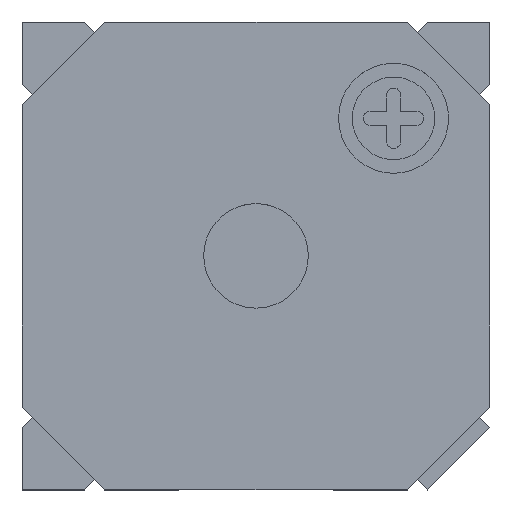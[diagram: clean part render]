
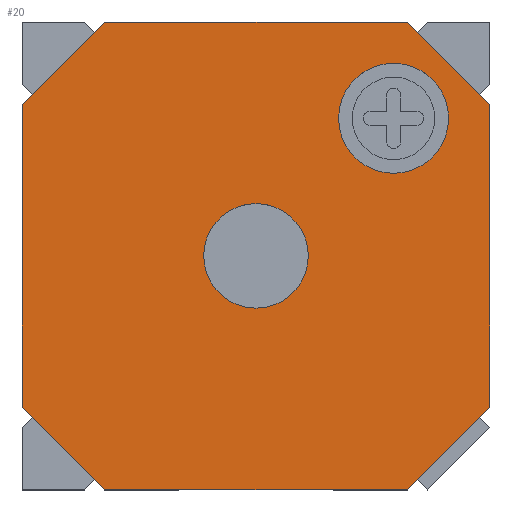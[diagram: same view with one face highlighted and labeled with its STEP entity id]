
A CAD part, top view. The second image highlights one B-rep face of the part: STEP entity #20.
In plain terms, the highlighted planar face has unit normal (0, 0, 1).
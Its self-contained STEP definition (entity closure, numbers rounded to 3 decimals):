
#20 = ADVANCED_FACE ( 'NONE', ( #9095, #255, #9288 ), #11262, .F. ) ;
#136 = VERTEX_POINT ( 'NONE', #5542 ) ;
#255 = FACE_BOUND ( 'NONE', #10804, .T. ) ;
#337 = VERTEX_POINT ( 'NONE', #1398 ) ;
#350 = ORIENTED_EDGE ( 'NONE', *, *, #11575, .F. ) ;
#379 = DIRECTION ( 'NONE',  ( 0.707, -0.707, 0. ) ) ;
#437 = DIRECTION ( 'NONE',  ( 0., -1., 0. ) ) ;
#494 = EDGE_CURVE ( 'NONE', #1330, #10728, #1825, .T. ) ;
#582 = EDGE_LOOP ( 'NONE', ( #8383, #4312, #7293, #3605, #6786, #3198, #4896, #350 ) ) ;
#735 = EDGE_CURVE ( 'NONE', #4428, #6558, #12666, .T. ) ;
#1040 = CARTESIAN_POINT ( 'NONE',  ( 3.5, 2.5, 1.64 ) ) ;
#1100 = LINE ( 'NONE', #7078, #11329 ) ;
#1135 = ORIENTED_EDGE ( 'NONE', *, *, #494, .F. ) ;
#1242 = CARTESIAN_POINT ( 'NONE',  ( 2.75, -4.25, 1.64 ) ) ;
#1324 = VECTOR ( 'NONE', #5842, 1000. ) ;
#1330 = VERTEX_POINT ( 'NONE', #7357 ) ;
#1398 = CARTESIAN_POINT ( 'NONE',  ( 2.75, 4.25, 1.64 ) ) ;
#1481 = LINE ( 'NONE', #3387, #5092 ) ;
#1685 = LINE ( 'NONE', #7783, #2567 ) ;
#1723 = LINE ( 'NONE', #5774, #1324 ) ;
#1825 = CIRCLE ( 'NONE', #8875, 0.95 ) ;
#2212 = CARTESIAN_POINT ( 'NONE',  ( 2.5, 2.5, 1.64 ) ) ;
#2289 = VERTEX_POINT ( 'NONE', #1242 ) ;
#2322 = CARTESIAN_POINT ( 'NONE',  ( 0., 0., 1.64 ) ) ;
#2346 = VECTOR ( 'NONE', #2812, 1000. ) ;
#2567 = VECTOR ( 'NONE', #9672, 1000. ) ;
#2575 = AXIS2_PLACEMENT_3D ( 'NONE', #2212, #8199, #5352 ) ;
#2812 = DIRECTION ( 'NONE',  ( 0., 1., 0. ) ) ;
#2911 = CARTESIAN_POINT ( 'NONE',  ( -2.75, -4.25, 1.64 ) ) ;
#2969 = VECTOR ( 'NONE', #437, 1000. ) ;
#3158 = EDGE_CURVE ( 'NONE', #136, #7162, #8239, .T. ) ;
#3198 = ORIENTED_EDGE ( 'NONE', *, *, #3737, .F. ) ;
#3241 = EDGE_CURVE ( 'NONE', #6521, #6737, #12513, .T. ) ;
#3252 = CARTESIAN_POINT ( 'NONE',  ( 1.5, 2.5, 1.64 ) ) ;
#3387 = CARTESIAN_POINT ( 'NONE',  ( 2.75, 4.25, 1.64 ) ) ;
#3396 = DIRECTION ( 'NONE',  ( -1., 0., 0. ) ) ;
#3605 = ORIENTED_EDGE ( 'NONE', *, *, #7121, .F. ) ;
#3737 = EDGE_CURVE ( 'NONE', #337, #136, #1481, .T. ) ;
#3812 = ORIENTED_EDGE ( 'NONE', *, *, #12629, .F. ) ;
#4312 = ORIENTED_EDGE ( 'NONE', *, *, #3241, .F. ) ;
#4428 = VERTEX_POINT ( 'NONE', #1040 ) ;
#4484 = CARTESIAN_POINT ( 'NONE',  ( 4.25, -2.75, 1.64 ) ) ;
#4493 = EDGE_CURVE ( 'NONE', #6558, #4428, #12356, .T. ) ;
#4603 = ORIENTED_EDGE ( 'NONE', *, *, #735, .F. ) ;
#4793 = CARTESIAN_POINT ( 'NONE',  ( -2.75, 4.25, 1.64 ) ) ;
#4873 = VERTEX_POINT ( 'NONE', #6679 ) ;
#4876 = DIRECTION ( 'NONE',  ( 0., 0., 1. ) ) ;
#4887 = AXIS2_PLACEMENT_3D ( 'NONE', #8459, #10228, #9246 ) ;
#4896 = ORIENTED_EDGE ( 'NONE', *, *, #7599, .F. ) ;
#4944 = CARTESIAN_POINT ( 'NONE',  ( 2.5, 2.5, 1.64 ) ) ;
#4958 = LINE ( 'NONE', #10752, #11591 ) ;
#5014 = VERTEX_POINT ( 'NONE', #4793 ) ;
#5092 = VECTOR ( 'NONE', #379, 1000. ) ;
#5343 = DIRECTION ( 'NONE',  ( 0., 0., -1. ) ) ;
#5352 = DIRECTION ( 'NONE',  ( 1., 0., 0. ) ) ;
#5385 = ORIENTED_EDGE ( 'NONE', *, *, #4493, .F. ) ;
#5542 = CARTESIAN_POINT ( 'NONE',  ( 4.25, 2.75, 1.64 ) ) ;
#5774 = CARTESIAN_POINT ( 'NONE',  ( -4.25, 2.75, 1.64 ) ) ;
#5842 = DIRECTION ( 'NONE',  ( 0.707, 0.707, 0. ) ) ;
#5923 = DIRECTION ( 'NONE',  ( 1., 0., 0. ) ) ;
#6138 = CARTESIAN_POINT ( 'NONE',  ( -4.25, 0., 1.64 ) ) ;
#6178 = CARTESIAN_POINT ( 'NONE',  ( -0.95, 0., 1.64 ) ) ;
#6521 = VERTEX_POINT ( 'NONE', #2911 ) ;
#6558 = VERTEX_POINT ( 'NONE', #3252 ) ;
#6679 = CARTESIAN_POINT ( 'NONE',  ( -4.25, 2.75, 1.64 ) ) ;
#6737 = VERTEX_POINT ( 'NONE', #8382 ) ;
#6786 = ORIENTED_EDGE ( 'NONE', *, *, #3158, .F. ) ;
#6832 = DIRECTION ( 'NONE',  ( -1., 0., 0. ) ) ;
#6898 = LINE ( 'NONE', #6138, #2346 ) ;
#7078 = CARTESIAN_POINT ( 'NONE',  ( 0., 4.25, 1.64 ) ) ;
#7121 = EDGE_CURVE ( 'NONE', #7162, #2289, #1685, .T. ) ;
#7162 = VERTEX_POINT ( 'NONE', #4484 ) ;
#7293 = ORIENTED_EDGE ( 'NONE', *, *, #8898, .F. ) ;
#7357 = CARTESIAN_POINT ( 'NONE',  ( 0.95, 0., 1.64 ) ) ;
#7512 = EDGE_CURVE ( 'NONE', #6737, #4873, #6898, .T. ) ;
#7599 = EDGE_CURVE ( 'NONE', #5014, #337, #1100, .T. ) ;
#7783 = CARTESIAN_POINT ( 'NONE',  ( 4.25, -2.75, 1.64 ) ) ;
#8058 = AXIS2_PLACEMENT_3D ( 'NONE', #2322, #5343, #3396 ) ;
#8189 = DIRECTION ( 'NONE',  ( 1., 0., 0. ) ) ;
#8199 = DIRECTION ( 'NONE',  ( 0., 0., 1. ) ) ;
#8239 = LINE ( 'NONE', #10274, #2969 ) ;
#8382 = CARTESIAN_POINT ( 'NONE',  ( -4.25, -2.75, 1.64 ) ) ;
#8383 = ORIENTED_EDGE ( 'NONE', *, *, #7512, .F. ) ;
#8459 = CARTESIAN_POINT ( 'NONE',  ( 0., 0., 1.64 ) ) ;
#8875 = AXIS2_PLACEMENT_3D ( 'NONE', #10839, #11097, #9910 ) ;
#8898 = EDGE_CURVE ( 'NONE', #2289, #6521, #4958, .T. ) ;
#9095 = FACE_BOUND ( 'NONE', #12390, .T. ) ;
#9246 = DIRECTION ( 'NONE',  ( 1., 0., 0. ) ) ;
#9288 = FACE_OUTER_BOUND ( 'NONE', #582, .T. ) ;
#9672 = DIRECTION ( 'NONE',  ( -0.707, -0.707, 0. ) ) ;
#9910 = DIRECTION ( 'NONE',  ( 1., 0., 0. ) ) ;
#10228 = DIRECTION ( 'NONE',  ( 0., 0., 1. ) ) ;
#10274 = CARTESIAN_POINT ( 'NONE',  ( 4.25, 0., 1.64 ) ) ;
#10338 = CARTESIAN_POINT ( 'NONE',  ( -2.75, -4.25, 1.64 ) ) ;
#10491 = CIRCLE ( 'NONE', #4887, 0.95 ) ;
#10728 = VERTEX_POINT ( 'NONE', #6178 ) ;
#10744 = DIRECTION ( 'NONE',  ( -0.707, 0.707, 0. ) ) ;
#10752 = CARTESIAN_POINT ( 'NONE',  ( 0., -4.25, 1.64 ) ) ;
#10804 = EDGE_LOOP ( 'NONE', ( #1135, #3812 ) ) ;
#10839 = CARTESIAN_POINT ( 'NONE',  ( 0., 0., 1.64 ) ) ;
#11084 = VECTOR ( 'NONE', #10744, 1000. ) ;
#11097 = DIRECTION ( 'NONE',  ( 0., 0., 1. ) ) ;
#11262 = PLANE ( 'NONE',  #8058 ) ;
#11329 = VECTOR ( 'NONE', #8189, 1000. ) ;
#11409 = AXIS2_PLACEMENT_3D ( 'NONE', #4944, #4876, #5923 ) ;
#11575 = EDGE_CURVE ( 'NONE', #4873, #5014, #1723, .T. ) ;
#11591 = VECTOR ( 'NONE', #6832, 1000. ) ;
#12356 = CIRCLE ( 'NONE', #2575, 1. ) ;
#12390 = EDGE_LOOP ( 'NONE', ( #4603, #5385 ) ) ;
#12513 = LINE ( 'NONE', #10338, #11084 ) ;
#12629 = EDGE_CURVE ( 'NONE', #10728, #1330, #10491, .T. ) ;
#12666 = CIRCLE ( 'NONE', #11409, 1. ) ;
